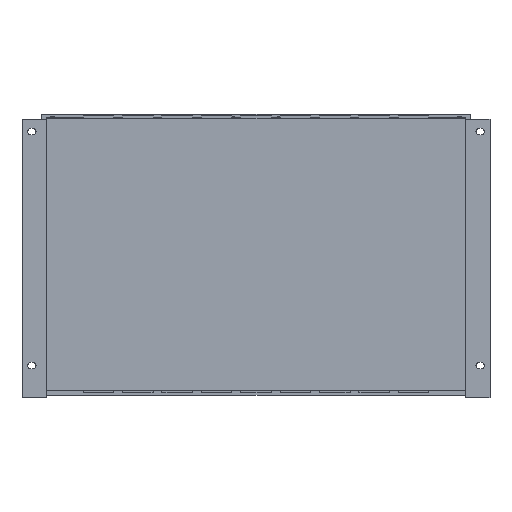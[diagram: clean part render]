
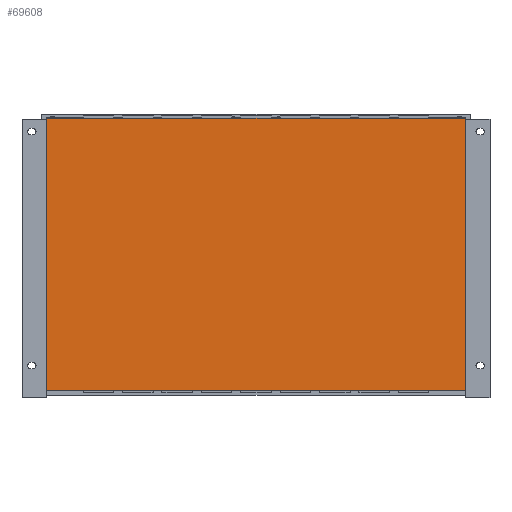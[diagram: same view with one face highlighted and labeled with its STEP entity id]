
A CAD part, front view. The second image highlights one B-rep face of the part: STEP entity #69608.
In plain terms, the highlighted planar face has unit normal (0, -1, 0).
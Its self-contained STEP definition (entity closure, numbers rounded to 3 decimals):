
#570 = DIRECTION ( 'NONE',  ( 0., 1., 0. ) ) ;
#1531 = DIRECTION ( 'NONE',  ( 0., 0., -1. ) ) ;
#2051 = FACE_OUTER_BOUND ( 'NONE', #95953, .T. ) ;
#7419 = VERTEX_POINT ( 'NONE', #80988 ) ;
#8284 = CARTESIAN_POINT ( 'NONE',  ( -425., -3.5, -275. ) ) ;
#9229 = LINE ( 'NONE', #27194, #20896 ) ;
#13103 = CARTESIAN_POINT ( 'NONE',  ( 425., -3.5, 277. ) ) ;
#14687 = ORIENTED_EDGE ( 'NONE', *, *, #31797, .T. ) ;
#14968 = LINE ( 'NONE', #48280, #39565 ) ;
#17019 = VECTOR ( 'NONE', #55819, 1000. ) ;
#17179 = VERTEX_POINT ( 'NONE', #58952 ) ;
#20611 = VERTEX_POINT ( 'NONE', #95597 ) ;
#20896 = VECTOR ( 'NONE', #43803, 1000. ) ;
#21127 = CARTESIAN_POINT ( 'NONE',  ( -425., -3.5, -275. ) ) ;
#21307 = ORIENTED_EDGE ( 'NONE', *, *, #99571, .F. ) ;
#21816 = CARTESIAN_POINT ( 'NONE',  ( 425., -3.5, -275. ) ) ;
#27194 = CARTESIAN_POINT ( 'NONE',  ( 425., -3.5, -275. ) ) ;
#31797 = EDGE_CURVE ( 'NONE', #33833, #20611, #39023, .T. ) ;
#32884 = VECTOR ( 'NONE', #95403, 1000. ) ;
#33140 = AXIS2_PLACEMENT_3D ( 'NONE', #101630, #570, #75198 ) ;
#33833 = VERTEX_POINT ( 'NONE', #35125 ) ;
#34879 = EDGE_CURVE ( 'NONE', #17179, #80596, #14968, .T. ) ;
#35125 = CARTESIAN_POINT ( 'NONE',  ( 425., -3.5, 277. ) ) ;
#36290 = DIRECTION ( 'NONE',  ( 0., 0., 1. ) ) ;
#36535 = EDGE_CURVE ( 'NONE', #20611, #17179, #39376, .T. ) ;
#39023 = LINE ( 'NONE', #13103, #17019 ) ;
#39376 = LINE ( 'NONE', #8284, #80923 ) ;
#39565 = VECTOR ( 'NONE', #1531, 1000. ) ;
#43803 = DIRECTION ( 'NONE',  ( -1., 0., 0. ) ) ;
#46101 = VECTOR ( 'NONE', #36290, 1000. ) ;
#48280 = CARTESIAN_POINT ( 'NONE',  ( -425., -3.5, -275. ) ) ;
#50607 = EDGE_CURVE ( 'NONE', #33833, #7419, #69167, .T. ) ;
#55819 = DIRECTION ( 'NONE',  ( -1., 0., 0. ) ) ;
#58952 = CARTESIAN_POINT ( 'NONE',  ( -425., -3.5, 275. ) ) ;
#66219 = DIRECTION ( 'NONE',  ( 0., 0., -1. ) ) ;
#67055 = VERTEX_POINT ( 'NONE', #67449 ) ;
#67449 = CARTESIAN_POINT ( 'NONE',  ( 425., -3.5, -275. ) ) ;
#69167 = LINE ( 'NONE', #21816, #32884 ) ;
#69608 = ADVANCED_FACE ( 'NONE', ( #2051 ), #83902, .F. ) ;
#70215 = ORIENTED_EDGE ( 'NONE', *, *, #34879, .T. ) ;
#74145 = ORIENTED_EDGE ( 'NONE', *, *, #82301, .T. ) ;
#75198 = DIRECTION ( 'NONE',  ( 0., 0., 1. ) ) ;
#80596 = VERTEX_POINT ( 'NONE', #21127 ) ;
#80923 = VECTOR ( 'NONE', #66219, 1000. ) ;
#80988 = CARTESIAN_POINT ( 'NONE',  ( 425., -3.5, 275. ) ) ;
#82301 = EDGE_CURVE ( 'NONE', #67055, #7419, #90396, .T. ) ;
#82594 = ORIENTED_EDGE ( 'NONE', *, *, #36535, .T. ) ;
#83902 = PLANE ( 'NONE',  #33140 ) ;
#90396 = LINE ( 'NONE', #97217, #46101 ) ;
#95403 = DIRECTION ( 'NONE',  ( 0., 0., -1. ) ) ;
#95597 = CARTESIAN_POINT ( 'NONE',  ( -425., -3.5, 277. ) ) ;
#95953 = EDGE_LOOP ( 'NONE', ( #82594, #70215, #21307, #74145, #103429, #14687 ) ) ;
#97217 = CARTESIAN_POINT ( 'NONE',  ( 425., -3.5, -275. ) ) ;
#99571 = EDGE_CURVE ( 'NONE', #67055, #80596, #9229, .T. ) ;
#101630 = CARTESIAN_POINT ( 'NONE',  ( 425., -3.5, -275. ) ) ;
#103429 = ORIENTED_EDGE ( 'NONE', *, *, #50607, .F. ) ;
